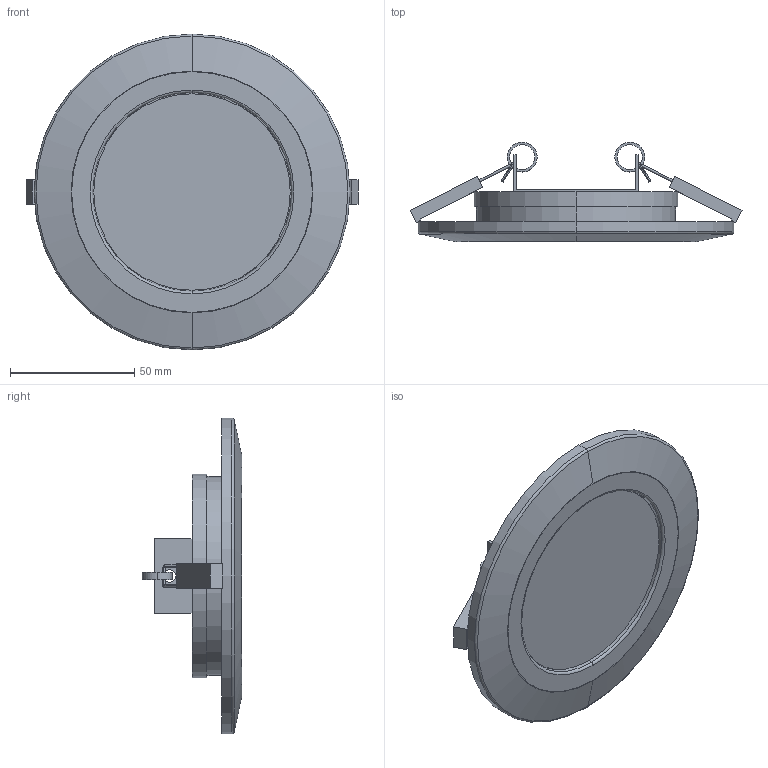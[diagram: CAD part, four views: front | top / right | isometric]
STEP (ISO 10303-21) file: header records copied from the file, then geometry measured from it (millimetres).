
FILE_DESCRIPTION (( 'STEP AP214' ), '1' );
FILE_NAME ('AVIS DL LED 8.STEP', '2018-07-17T03:51:48', ( '' ), ( '' ), 'SwSTEP 2.0', 'SolidWorks 2013', '' );
FILE_SCHEMA (( 'AUTOMOTIVE_DESIGN' ));
Length unit declared in the file: millimetre
Products named in the file (1): AVIS DL LED 8
Bounding box: 133.47 x 40 x 127 mm (x, y, z)
Volume: 149722.8 mm3; surface area: 36350.9 mm2
Topology: 5 solids, 5 shells, 101 faces, 240 edges, 156 vertices
Faces by surface type: plane 53, cylinder 40, torus 6, cone 2
Entity records: 3486 total; most frequent: CARTESIAN_POINT 536, DIRECTION 534, ORIENTED_EDGE 480, EDGE_CURVE 240, AXIS2_PLACEMENT_3D 198, VERTEX_POINT 156, LINE 138, VECTOR 138
